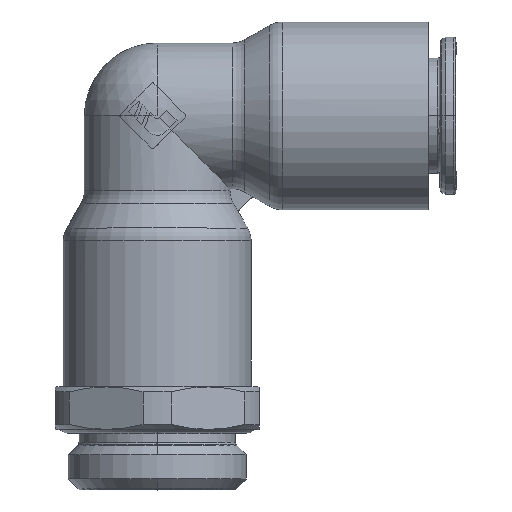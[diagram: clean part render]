
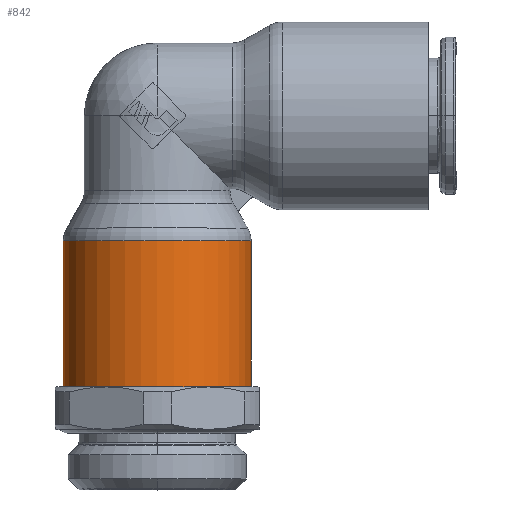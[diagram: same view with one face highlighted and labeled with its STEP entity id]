
A CAD part, top view. The second image highlights one B-rep face of the part: STEP entity #842.
In plain terms, the highlighted cylindrical face has radius 11.05 mm (diameter 22.1 mm), a partial arc.
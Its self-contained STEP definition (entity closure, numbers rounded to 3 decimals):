
#842=ADVANCED_FACE('',(#2320),#2321,.T.);
#2320=FACE_OUTER_BOUND('',#7644,.T.);
#2321=CYLINDRICAL_SURFACE('',#7645,11.05);
#7644=EDGE_LOOP('',(#12840,#12841,#12842,#12843));
#7645=AXIS2_PLACEMENT_3D('',#12844,#12845,#12846);
#12840=ORIENTED_EDGE('',*,*,#16257,.T.);
#12841=ORIENTED_EDGE('',*,*,#16258,.T.);
#12842=ORIENTED_EDGE('',*,*,#16259,.F.);
#12843=ORIENTED_EDGE('',*,*,#16255,.T.);
#12844=CARTESIAN_POINT('',(0.0,-33.924,0.0));
#12845=DIRECTION('',(0.0,-1.0,0.0));
#12846=DIRECTION('',(1.0,0.0,0.0));
#16255=EDGE_CURVE('',#19361,#19359,#19362,.T.);
#16257=EDGE_CURVE('',#19359,#19364,#19365,.T.);
#16258=EDGE_CURVE('',#19364,#19366,#19367,.T.);
#16259=EDGE_CURVE('',#19361,#19366,#19368,.T.);
#19359=VERTEX_POINT('',#26518);
#19361=VERTEX_POINT('',#26520);
#19362=CIRCLE('',#26521,11.05);
#19364=VERTEX_POINT('',#26523);
#19365=LINE('',#26524,#26525);
#19366=VERTEX_POINT('',#26526);
#19367=CIRCLE('',#26527,11.05);
#19368=LINE('',#26528,#26529);
#26518=CARTESIAN_POINT('',(-11.05,-14.704,0.004));
#26520=CARTESIAN_POINT('',(11.05,-14.704,-0.004));
#26521=AXIS2_PLACEMENT_3D('',#30000,#30001,#30002);
#26523=CARTESIAN_POINT('',(-11.05,-31.9,0.0));
#26524=CARTESIAN_POINT('',(-11.05,-14.704,0.0));
#26525=VECTOR('',#30006,17.196);
#26526=CARTESIAN_POINT('',(11.05,-31.9,0.0));
#26527=AXIS2_PLACEMENT_3D('',#30007,#30008,#30009);
#26528=CARTESIAN_POINT('',(11.05,-14.704,0.0));
#26529=VECTOR('',#30010,17.196);
#30000=CARTESIAN_POINT('',(0.0,-14.704,0.0));
#30001=DIRECTION('',(0.0,-1.0,0.0));
#30002=DIRECTION('',(1.0,0.0,0.0));
#30006=DIRECTION('',(0.0,-1.0,0.0));
#30007=CARTESIAN_POINT('',(0.0,-31.9,0.0));
#30008=DIRECTION('',(0.0,1.0,0.0));
#30009=DIRECTION('',(-1.0,0.0,0.0));
#30010=DIRECTION('',(0.0,-1.0,0.0));
